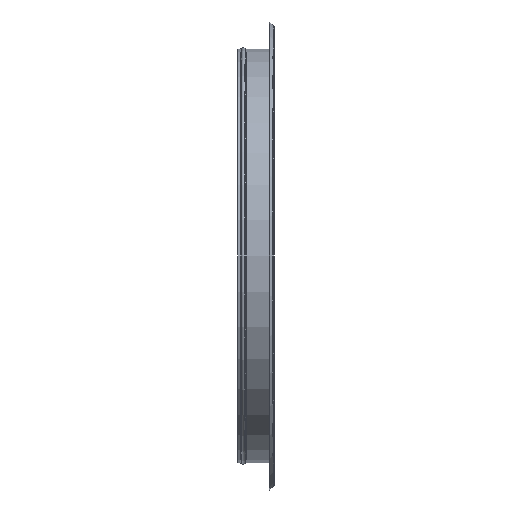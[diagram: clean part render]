
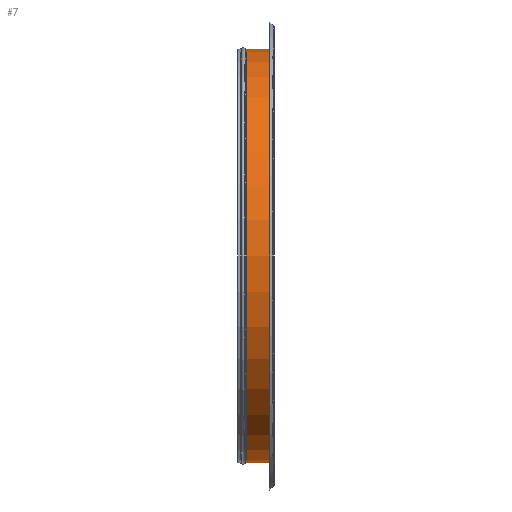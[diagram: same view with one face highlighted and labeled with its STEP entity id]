
A CAD part, front view. The second image highlights one B-rep face of the part: STEP entity #7.
In plain terms, the highlighted cylindrical face has radius 455.5 mm (diameter 911 mm), a partial arc.
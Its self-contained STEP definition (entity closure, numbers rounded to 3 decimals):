
#7 = ADVANCED_FACE ( 'NONE', ( #2184 ), #271, .T. ) ;
#249 = CARTESIAN_POINT ( 'NONE',  ( 18.614, 0., -455.5 ) ) ;
#270 = CARTESIAN_POINT ( 'NONE',  ( 74., 0., 455.5 ) ) ;
#271 = CYLINDRICAL_SURFACE ( 'NONE', #1422, 455.5 ) ;
#284 = EDGE_CURVE ( 'NONE', #1451, #1500, #1794, .T. ) ;
#316 = CARTESIAN_POINT ( 'NONE',  ( 0., 0., -455.5 ) ) ;
#336 = VECTOR ( 'NONE', #1351, 1000. ) ;
#344 = EDGE_CURVE ( 'NONE', #2217, #1959, #537, .T. ) ;
#537 = CIRCLE ( 'NONE', #1583, 455.5 ) ;
#607 = CARTESIAN_POINT ( 'NONE',  ( 0., 0., 455.5 ) ) ;
#670 = CARTESIAN_POINT ( 'NONE',  ( 74., 0., 0. ) ) ;
#874 = VECTOR ( 'NONE', #2138, 1000. ) ;
#915 = DIRECTION ( 'NONE',  ( 0., 0., 1. ) ) ;
#929 = CARTESIAN_POINT ( 'NONE',  ( 0., 0., 0. ) ) ;
#965 = EDGE_CURVE ( 'NONE', #1451, #2217, #1237, .T. ) ;
#1012 = ORIENTED_EDGE ( 'NONE', *, *, #344, .F. ) ;
#1173 = DIRECTION ( 'NONE',  ( 0., 0., 1. ) ) ;
#1186 = LINE ( 'NONE', #607, #874 ) ;
#1237 = LINE ( 'NONE', #316, #336 ) ;
#1242 = AXIS2_PLACEMENT_3D ( 'NONE', #670, #2213, #1173 ) ;
#1290 = ORIENTED_EDGE ( 'NONE', *, *, #965, .F. ) ;
#1316 = CARTESIAN_POINT ( 'NONE',  ( 74., 0., -455.5 ) ) ;
#1325 = EDGE_LOOP ( 'NONE', ( #1290, #1971, #1714, #1012 ) ) ;
#1345 = CARTESIAN_POINT ( 'NONE',  ( 18.614, 0., 0. ) ) ;
#1351 = DIRECTION ( 'NONE',  ( -1., 0., 0. ) ) ;
#1363 = EDGE_CURVE ( 'NONE', #1500, #1959, #1186, .T. ) ;
#1374 = DIRECTION ( 'NONE',  ( 0., 0., 1. ) ) ;
#1422 = AXIS2_PLACEMENT_3D ( 'NONE', #929, #1808, #915 ) ;
#1451 = VERTEX_POINT ( 'NONE', #1316 ) ;
#1500 = VERTEX_POINT ( 'NONE', #270 ) ;
#1583 = AXIS2_PLACEMENT_3D ( 'NONE', #1345, #1733, #1374 ) ;
#1714 = ORIENTED_EDGE ( 'NONE', *, *, #1363, .T. ) ;
#1733 = DIRECTION ( 'NONE',  ( -1., 0., 0. ) ) ;
#1794 = CIRCLE ( 'NONE', #1242, 455.5 ) ;
#1808 = DIRECTION ( 'NONE',  ( -1., 0., 0. ) ) ;
#1959 = VERTEX_POINT ( 'NONE', #1974 ) ;
#1971 = ORIENTED_EDGE ( 'NONE', *, *, #284, .T. ) ;
#1974 = CARTESIAN_POINT ( 'NONE',  ( 18.614, 0., 455.5 ) ) ;
#2138 = DIRECTION ( 'NONE',  ( -1., 0., 0. ) ) ;
#2184 = FACE_OUTER_BOUND ( 'NONE', #1325, .T. ) ;
#2213 = DIRECTION ( 'NONE',  ( -1., 0., 0. ) ) ;
#2217 = VERTEX_POINT ( 'NONE', #249 ) ;
